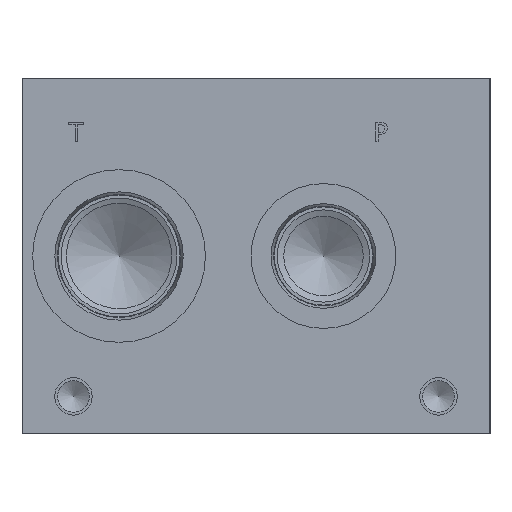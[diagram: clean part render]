
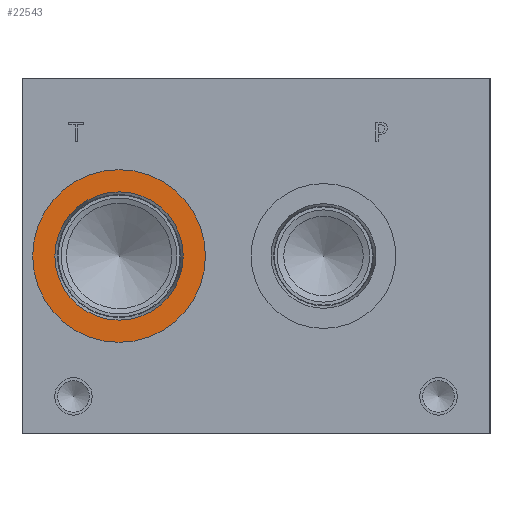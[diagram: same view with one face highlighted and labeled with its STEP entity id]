
A CAD part, left-side view. The second image highlights one B-rep face of the part: STEP entity #22543.
In plain terms, the highlighted planar face has unit normal (-1, 0, 0).
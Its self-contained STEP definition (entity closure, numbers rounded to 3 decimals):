
#574=CIRCLE('',#23662,29.286);
#575=CIRCLE('',#23663,29.286);
#576=CIRCLE('',#23665,21.755);
#577=CIRCLE('',#23666,21.755);
#1501=FACE_BOUND('',#4391,.T.);
#3060=FACE_OUTER_BOUND('',#4390,.T.);
#4390=EDGE_LOOP('',(#18071,#18072));
#4391=EDGE_LOOP('',(#18073,#18074));
#10069=VERTEX_POINT('',#37607);
#10070=VERTEX_POINT('',#37609);
#10071=VERTEX_POINT('',#37613);
#10072=VERTEX_POINT('',#37614);
#12963=EDGE_CURVE('',#10069,#10070,#574,.T.);
#12964=EDGE_CURVE('',#10070,#10069,#575,.T.);
#12965=EDGE_CURVE('',#10071,#10072,#576,.T.);
#12966=EDGE_CURVE('',#10072,#10071,#577,.T.);
#18071=ORIENTED_EDGE('',*,*,#12964,.F.);
#18072=ORIENTED_EDGE('',*,*,#12963,.F.);
#18073=ORIENTED_EDGE('',*,*,#12965,.T.);
#18074=ORIENTED_EDGE('',*,*,#12966,.T.);
#21096=PLANE('',#23664);
#22543=ADVANCED_FACE('',(#3060,#1501),#21096,.F.);
#23662=AXIS2_PLACEMENT_3D('',#37610,#27598,#27599);
#23663=AXIS2_PLACEMENT_3D('',#37611,#27600,#27601);
#23664=AXIS2_PLACEMENT_3D('',#37612,#27602,#27603);
#23665=AXIS2_PLACEMENT_3D('',#37615,#27604,#27605);
#23666=AXIS2_PLACEMENT_3D('',#37616,#27606,#27607);
#27598=DIRECTION('center_axis',(1.,0.,0.));
#27599=DIRECTION('ref_axis',(0.,0.,-1.));
#27600=DIRECTION('center_axis',(1.,0.,0.));
#27601=DIRECTION('ref_axis',(0.,0.,-1.));
#27602=DIRECTION('center_axis',(1.,0.,0.));
#27603=DIRECTION('ref_axis',(0.,0.,-1.));
#27604=DIRECTION('center_axis',(1.,0.,0.));
#27605=DIRECTION('ref_axis',(0.,0.,-1.));
#27606=DIRECTION('center_axis',(1.,0.,0.));
#27607=DIRECTION('ref_axis',(0.,0.,-1.));
#37607=CARTESIAN_POINT('',(0.787,125.832,31.039));
#37609=CARTESIAN_POINT('',(0.787,125.832,89.611));
#37610=CARTESIAN_POINT('Origin',(0.787,125.832,60.325));
#37611=CARTESIAN_POINT('Origin',(0.787,125.832,60.325));
#37612=CARTESIAN_POINT('Origin',(0.787,125.832,82.08));
#37613=CARTESIAN_POINT('',(0.787,125.832,82.08));
#37614=CARTESIAN_POINT('',(0.787,125.832,38.57));
#37615=CARTESIAN_POINT('Origin',(0.787,125.832,60.325));
#37616=CARTESIAN_POINT('Origin',(0.787,125.832,60.325));
